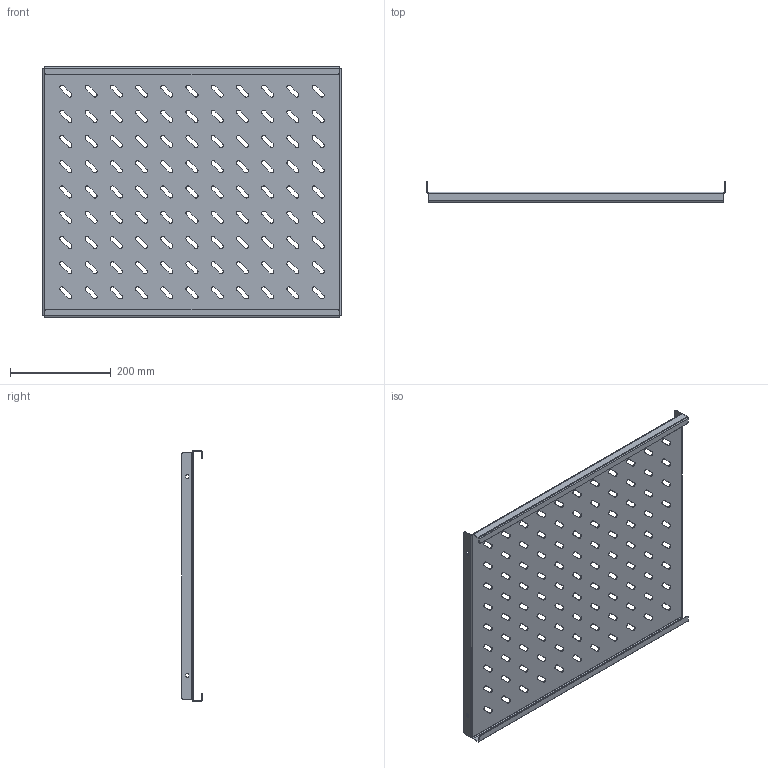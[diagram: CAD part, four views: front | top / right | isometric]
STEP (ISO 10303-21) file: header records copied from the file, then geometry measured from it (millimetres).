
FILE_DESCRIPTION (( 'STEP AP214' ), '1' );
FILE_NAME ('945.277.STEP', '2024-09-20T11:44:44', ( '' ), ( '' ), 'SwSTEP 2.0', 'SolidWorks 2021', '' );
FILE_SCHEMA (( 'AUTOMOTIVE_DESIGN' ));
Length unit declared in the file: millimetre
Products named in the file (1): 945.277
Bounding box: 592 x 41 x 497 mm (x, y, z)
Volume: 487134.5 mm3; surface area: 663699.7 mm2
Topology: 1 solids, 1 shells, 563 faces, 1655 edges, 1094 vertices
Faces by surface type: cylinder 325, plane 238
Entity records: 19381 total; most frequent: DIRECTION 3433, CARTESIAN_POINT 3313, ORIENTED_EDGE 3310, EDGE_CURVE 1655, AXIS2_PLACEMENT_3D 1214, VERTEX_POINT 1094, LINE 1005, VECTOR 1005
